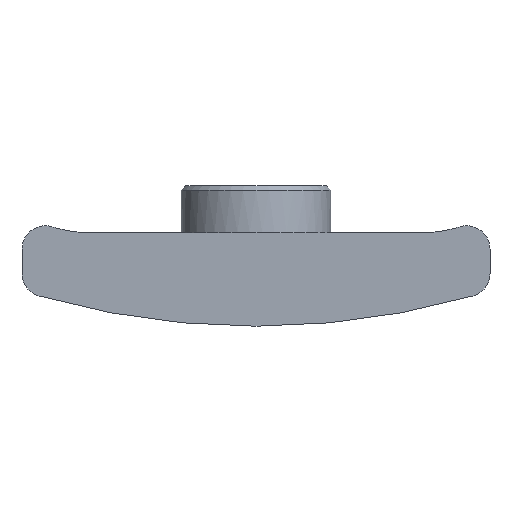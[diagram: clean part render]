
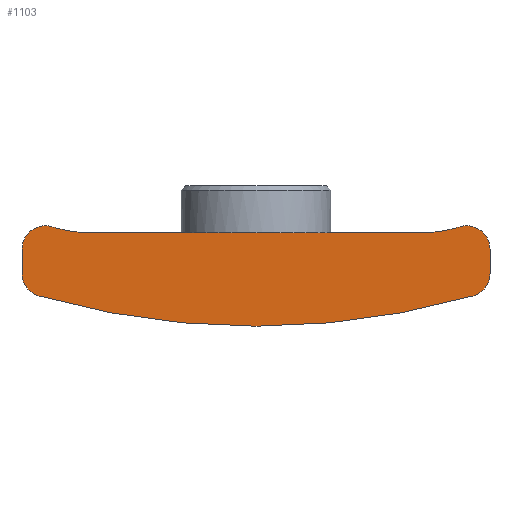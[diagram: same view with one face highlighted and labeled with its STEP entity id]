
A CAD part, front view. The second image highlights one B-rep face of the part: STEP entity #1103.
In plain terms, the highlighted planar face has unit normal (0, -1, 0).
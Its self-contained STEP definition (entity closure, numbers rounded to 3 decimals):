
#10 = CARTESIAN_POINT ( 'NONE',  ( -92.727, 0., -327.111 ) ) ;
#15 = AXIS2_PLACEMENT_3D ( 'NONE', #183, #1269, #441 ) ;
#36 = ORIENTED_EDGE ( 'NONE', *, *, #37, .T. ) ;
#37 = EDGE_CURVE ( 'NONE', #743, #1746, #1634, .T. ) ;
#59 = EDGE_CURVE ( 'NONE', #846, #1243, #662, .T. ) ;
#65 = ORIENTED_EDGE ( 'NONE', *, *, #477, .T. ) ;
#69 = VECTOR ( 'NONE', #704, 1000. ) ;
#75 = CIRCLE ( 'NONE', #849, 10. ) ;
#80 = CIRCLE ( 'NONE', #1074, 50. ) ;
#112 = CARTESIAN_POINT ( 'NONE',  ( 0., 0., 0. ) ) ;
#127 = CARTESIAN_POINT ( 'NONE',  ( -71.414, 0., -300. ) ) ;
#157 = CARTESIAN_POINT ( 'NONE',  ( 71.414, 0., -250. ) ) ;
#183 = CARTESIAN_POINT ( 'NONE',  ( 0., 0., 0. ) ) ;
#195 = LINE ( 'NONE', #784, #1070 ) ;
#219 = ORIENTED_EDGE ( 'NONE', *, *, #325, .T. ) ;
#227 = CARTESIAN_POINT ( 'NONE',  ( -90., 0., -317.49 ) ) ;
#244 = DIRECTION ( 'NONE',  ( 0., 1., 0. ) ) ;
#251 = EDGE_CURVE ( 'NONE', #1119, #846, #622, .T. ) ;
#264 = DIRECTION ( 'NONE',  ( 0., 0., 1. ) ) ;
#268 = DIRECTION ( 'NONE',  ( 0., 0., 1. ) ) ;
#275 = CARTESIAN_POINT ( 'NONE',  ( -100., 0., 0. ) ) ;
#288 = VERTEX_POINT ( 'NONE', #127 ) ;
#306 = EDGE_CURVE ( 'NONE', #1494, #455, #1220, .T. ) ;
#318 = DIRECTION ( 'NONE',  ( 0., 0., 1. ) ) ;
#325 = EDGE_CURVE ( 'NONE', #469, #889, #1050, .T. ) ;
#329 = ORIENTED_EDGE ( 'NONE', *, *, #1768, .T. ) ;
#369 = AXIS2_PLACEMENT_3D ( 'NONE', #112, #387, #1361 ) ;
#383 = DIRECTION ( 'NONE',  ( 0., 1., 0. ) ) ;
#385 = CARTESIAN_POINT ( 'NONE',  ( -91.664, 0., -300. ) ) ;
#387 = DIRECTION ( 'NONE',  ( 0., 1., 0. ) ) ;
#388 = CARTESIAN_POINT ( 'NONE',  ( 92.727, 0., -327.111 ) ) ;
#404 = ORIENTED_EDGE ( 'NONE', *, *, #1170, .T. ) ;
#441 = DIRECTION ( 'NONE',  ( 0., 0., 1. ) ) ;
#448 = DIRECTION ( 'NONE',  ( 0., 0., 1. ) ) ;
#455 = VERTEX_POINT ( 'NONE', #1284 ) ;
#460 = CARTESIAN_POINT ( 'NONE',  ( 90., 0., -307.083 ) ) ;
#469 = VERTEX_POINT ( 'NONE', #867 ) ;
#470 = ORIENTED_EDGE ( 'NONE', *, *, #306, .F. ) ;
#477 = EDGE_CURVE ( 'NONE', #889, #1243, #996, .T. ) ;
#479 = AXIS2_PLACEMENT_3D ( 'NONE', #460, #1427, #749 ) ;
#488 = DIRECTION ( 'NONE',  ( 0., 1., 0. ) ) ;
#490 = EDGE_CURVE ( 'NONE', #1004, #469, #940, .T. ) ;
#520 = CARTESIAN_POINT ( 'NONE',  ( -71.414, 0., -250. ) ) ;
#560 = CIRCLE ( 'NONE', #977, 10. ) ;
#567 = ORIENTED_EDGE ( 'NONE', *, *, #1564, .T. ) ;
#622 = LINE ( 'NONE', #971, #69 ) ;
#652 = DIRECTION ( 'NONE',  ( 0., 0., 1. ) ) ;
#658 = DIRECTION ( 'NONE',  ( 0., 0., -1. ) ) ;
#662 = LINE ( 'NONE', #385, #1587 ) ;
#675 = CARTESIAN_POINT ( 'NONE',  ( -90., 0., -307.083 ) ) ;
#704 = DIRECTION ( 'NONE',  ( 1., 0., 0. ) ) ;
#726 = EDGE_CURVE ( 'NONE', #288, #1119, #195, .T. ) ;
#743 = VERTEX_POINT ( 'NONE', #1772 ) ;
#749 = DIRECTION ( 'NONE',  ( 0., 0., 1. ) ) ;
#782 = PLANE ( 'NONE',  #1186 ) ;
#784 = CARTESIAN_POINT ( 'NONE',  ( -91.664, 0., -300. ) ) ;
#830 = CARTESIAN_POINT ( 'NONE',  ( 71.414, 0., -300. ) ) ;
#842 = CARTESIAN_POINT ( 'NONE',  ( 100., 0., -317.49 ) ) ;
#846 = VERTEX_POINT ( 'NONE', #1386 ) ;
#849 = AXIS2_PLACEMENT_3D ( 'NONE', #1390, #1516, #1673 ) ;
#867 = CARTESIAN_POINT ( 'NONE',  ( 87.188, 0., -297.487 ) ) ;
#869 = ORIENTED_EDGE ( 'NONE', *, *, #726, .F. ) ;
#889 = VERTEX_POINT ( 'NONE', #1265 ) ;
#894 = DIRECTION ( 'NONE',  ( 0., 0., 1. ) ) ;
#935 = EDGE_LOOP ( 'NONE', ( #470, #329, #1193, #999, #219, #65, #1683, #1303, #869, #1477, #36, #404, #973, #567, #1036 ) ) ;
#940 = CIRCLE ( 'NONE', #479, 10. ) ;
#949 = DIRECTION ( 'NONE',  ( 0., 0., 1. ) ) ;
#958 = CARTESIAN_POINT ( 'NONE',  ( -87.187, 0., -297.487 ) ) ;
#971 = CARTESIAN_POINT ( 'NONE',  ( -91.664, 0., -300. ) ) ;
#973 = ORIENTED_EDGE ( 'NONE', *, *, #1681, .F. ) ;
#977 = AXIS2_PLACEMENT_3D ( 'NONE', #675, #1639, #949 ) ;
#996 = CIRCLE ( 'NONE', #1533, 50. ) ;
#999 = ORIENTED_EDGE ( 'NONE', *, *, #490, .T. ) ;
#1002 = VERTEX_POINT ( 'NONE', #842 ) ;
#1004 = VERTEX_POINT ( 'NONE', #1008 ) ;
#1008 = CARTESIAN_POINT ( 'NONE',  ( 100., 0., -307.083 ) ) ;
#1036 = ORIENTED_EDGE ( 'NONE', *, *, #1585, .F. ) ;
#1050 = CIRCLE ( 'NONE', #15, 310. ) ;
#1070 = VECTOR ( 'NONE', #1616, 1000. ) ;
#1074 = AXIS2_PLACEMENT_3D ( 'NONE', #520, #383, #1353 ) ;
#1098 = LINE ( 'NONE', #275, #1183 ) ;
#1103 = ADVANCED_FACE ( 'NONE', ( #1764 ), #782, .F. ) ;
#1119 = VERTEX_POINT ( 'NONE', #1462 ) ;
#1170 = EDGE_CURVE ( 'NONE', #1746, #1225, #560, .T. ) ;
#1176 = CARTESIAN_POINT ( 'NONE',  ( 0., 0., 0. ) ) ;
#1183 = VECTOR ( 'NONE', #268, 1000. ) ;
#1186 = AXIS2_PLACEMENT_3D ( 'NONE', #1176, #488, #894 ) ;
#1193 = ORIENTED_EDGE ( 'NONE', *, *, #1557, .F. ) ;
#1209 = LINE ( 'NONE', #1782, #1573 ) ;
#1220 = CIRCLE ( 'NONE', #1490, 340. ) ;
#1225 = VERTEX_POINT ( 'NONE', #1382 ) ;
#1243 = VERTEX_POINT ( 'NONE', #830 ) ;
#1265 = CARTESIAN_POINT ( 'NONE',  ( 85.148, 0., -298.077 ) ) ;
#1269 = DIRECTION ( 'NONE',  ( 0., 1., 0. ) ) ;
#1283 = CARTESIAN_POINT ( 'NONE',  ( 0., 0., 0. ) ) ;
#1284 = CARTESIAN_POINT ( 'NONE',  ( 0., 0., -340. ) ) ;
#1303 = ORIENTED_EDGE ( 'NONE', *, *, #251, .F. ) ;
#1340 = DIRECTION ( 'NONE',  ( 1., 0., 0. ) ) ;
#1353 = DIRECTION ( 'NONE',  ( 0., 0., 1. ) ) ;
#1361 = DIRECTION ( 'NONE',  ( 0., 0., 1. ) ) ;
#1382 = CARTESIAN_POINT ( 'NONE',  ( -100., 0., -307.083 ) ) ;
#1386 = CARTESIAN_POINT ( 'NONE',  ( 30.397, 0., -300. ) ) ;
#1389 = AXIS2_PLACEMENT_3D ( 'NONE', #1635, #244, #264 ) ;
#1390 = CARTESIAN_POINT ( 'NONE',  ( 90., 0., -317.49 ) ) ;
#1427 = DIRECTION ( 'NONE',  ( 0., -1., 0. ) ) ;
#1431 = DIRECTION ( 'NONE',  ( 0., 1., 0. ) ) ;
#1462 = CARTESIAN_POINT ( 'NONE',  ( -30.397, 0., -300. ) ) ;
#1465 = EDGE_CURVE ( 'NONE', #288, #743, #80, .T. ) ;
#1477 = ORIENTED_EDGE ( 'NONE', *, *, #1465, .T. ) ;
#1486 = DIRECTION ( 'NONE',  ( 0., -1., 0. ) ) ;
#1490 = AXIS2_PLACEMENT_3D ( 'NONE', #1283, #1431, #448 ) ;
#1494 = VERTEX_POINT ( 'NONE', #388 ) ;
#1516 = DIRECTION ( 'NONE',  ( 0., -1., 0. ) ) ;
#1533 = AXIS2_PLACEMENT_3D ( 'NONE', #157, #1561, #318 ) ;
#1557 = EDGE_CURVE ( 'NONE', #1004, #1002, #1209, .T. ) ;
#1561 = DIRECTION ( 'NONE',  ( 0., 1., 0. ) ) ;
#1564 = EDGE_CURVE ( 'NONE', #1580, #1657, #1718, .T. ) ;
#1573 = VECTOR ( 'NONE', #658, 1000. ) ;
#1577 = AXIS2_PLACEMENT_3D ( 'NONE', #227, #1486, #652 ) ;
#1580 = VERTEX_POINT ( 'NONE', #1754 ) ;
#1585 = EDGE_CURVE ( 'NONE', #455, #1657, #1700, .T. ) ;
#1587 = VECTOR ( 'NONE', #1340, 1000. ) ;
#1616 = DIRECTION ( 'NONE',  ( 1., 0., 0. ) ) ;
#1634 = CIRCLE ( 'NONE', #1389, 310. ) ;
#1635 = CARTESIAN_POINT ( 'NONE',  ( 0., 0., 0. ) ) ;
#1639 = DIRECTION ( 'NONE',  ( 0., -1., 0. ) ) ;
#1657 = VERTEX_POINT ( 'NONE', #10 ) ;
#1673 = DIRECTION ( 'NONE',  ( 0., 0., 1. ) ) ;
#1681 = EDGE_CURVE ( 'NONE', #1580, #1225, #1098, .T. ) ;
#1683 = ORIENTED_EDGE ( 'NONE', *, *, #59, .F. ) ;
#1700 = CIRCLE ( 'NONE', #369, 340. ) ;
#1718 = CIRCLE ( 'NONE', #1577, 10. ) ;
#1746 = VERTEX_POINT ( 'NONE', #958 ) ;
#1754 = CARTESIAN_POINT ( 'NONE',  ( -100., 0., -317.49 ) ) ;
#1764 = FACE_OUTER_BOUND ( 'NONE', #935, .T. ) ;
#1768 = EDGE_CURVE ( 'NONE', #1494, #1002, #75, .T. ) ;
#1772 = CARTESIAN_POINT ( 'NONE',  ( -85.148, 0., -298.077 ) ) ;
#1782 = CARTESIAN_POINT ( 'NONE',  ( 100., 0., 0. ) ) ;
